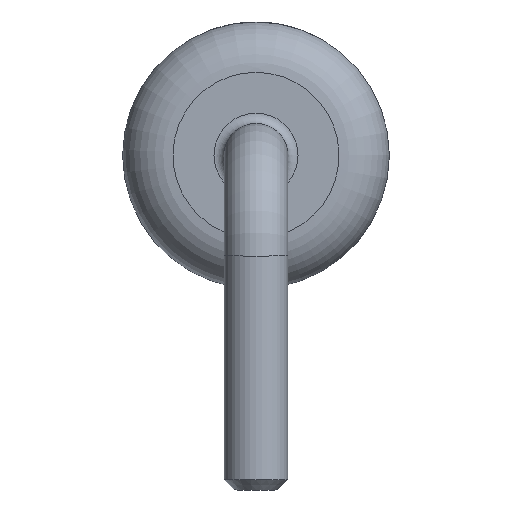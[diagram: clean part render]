
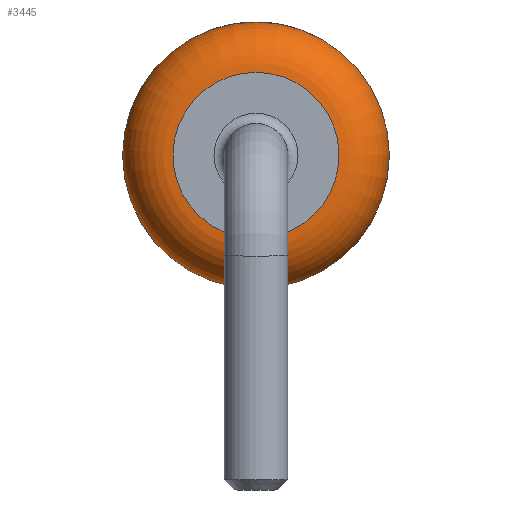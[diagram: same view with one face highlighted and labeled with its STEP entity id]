
A CAD part, left-side view. The second image highlights one B-rep face of the part: STEP entity #3445.
In plain terms, the highlighted toroidal (fillet/blend) face has major radius 1.65 mm and minor radius 1 mm.
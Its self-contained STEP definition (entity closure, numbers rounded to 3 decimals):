
#1045=FACE_BOUND('',#1372,.T.);
#1153=FACE_OUTER_BOUND('',#1371,.T.);
#1371=EDGE_LOOP('',(#2847));
#1372=EDGE_LOOP('',(#2848));
#1516=CIRCLE('',#3684,1.65);
#1518=CIRCLE('',#3688,2.65);
#1708=VERTEX_POINT('',#5521);
#1710=VERTEX_POINT('',#5527);
#2118=EDGE_CURVE('',#1708,#1708,#1516,.T.);
#2120=EDGE_CURVE('',#1710,#1710,#1518,.T.);
#2847=ORIENTED_EDGE('',*,*,#2120,.T.);
#2848=ORIENTED_EDGE('',*,*,#2118,.T.);
#3346=TOROIDAL_SURFACE('',#3689,1.65,1.);
#3445=ADVANCED_FACE('',(#1153,#1045),#3346,.T.);
#3684=AXIS2_PLACEMENT_3D('',#5522,#4237,#4238);
#3688=AXIS2_PLACEMENT_3D('',#5528,#4245,#4246);
#3689=AXIS2_PLACEMENT_3D('',#5529,#4247,#4248);
#4237=DIRECTION('center_axis',(1.,0.,0.));
#4238=DIRECTION('ref_axis',(0.,0.,-1.));
#4245=DIRECTION('center_axis',(-1.,0.,0.));
#4246=DIRECTION('ref_axis',(0.,0.,-1.));
#4247=DIRECTION('center_axis',(-1.,0.,0.));
#4248=DIRECTION('ref_axis',(0.,0.,1.));
#5521=CARTESIAN_POINT('',(-4.175,-0.795,4.096));
#5522=CARTESIAN_POINT('Origin',(-4.175,0.,2.65));
#5527=CARTESIAN_POINT('',(-3.175,0.,5.3));
#5528=CARTESIAN_POINT('Origin',(-3.175,0.,2.65));
#5529=CARTESIAN_POINT('Origin',(-3.175,0.,2.65));
